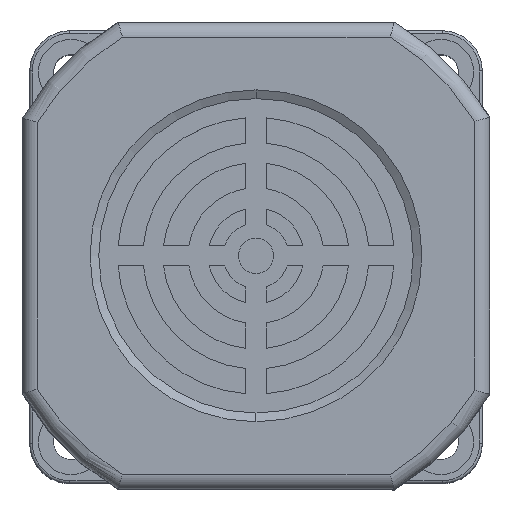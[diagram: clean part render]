
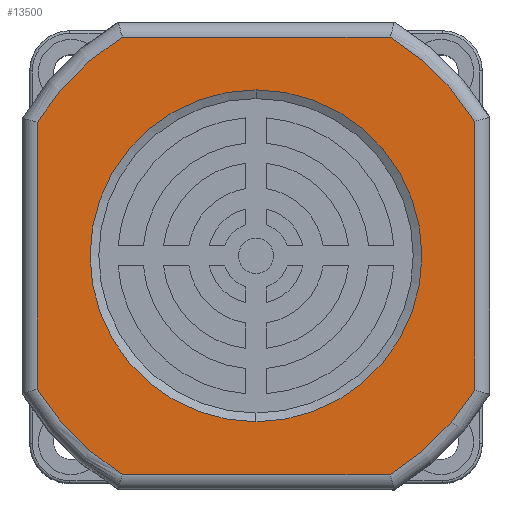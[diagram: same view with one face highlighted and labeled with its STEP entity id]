
A CAD part, top view. The second image highlights one B-rep face of the part: STEP entity #13500.
In plain terms, the highlighted face is planar.
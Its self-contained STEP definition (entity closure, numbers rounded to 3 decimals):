
#15 = CARTESIAN_POINT ( 'NONE',  ( -43.5, 0., 26.54 ) ) ;
#335 = CARTESIAN_POINT ( 'NONE',  ( 43.5, 0., 26.705 ) ) ;
#637 = ORIENTED_EDGE ( 'NONE', *, *, #14299, .T. ) ;
#1475 = FACE_BOUND ( 'NONE', #17778, .T. ) ;
#1495 = FACE_OUTER_BOUND ( 'NONE', #5819, .T. ) ;
#2141 = VERTEX_POINT ( 'NONE', #15 ) ;
#2210 = ORIENTED_EDGE ( 'NONE', *, *, #14176, .T. ) ;
#2306 = ORIENTED_EDGE ( 'NONE', *, *, #14302, .F. ) ;
#2476 = CARTESIAN_POINT ( 'NONE',  ( -26.572, 0., 43.5 ) ) ;
#3133 = DIRECTION ( 'NONE',  ( 0., 0., 1. ) ) ;
#3135 = DIRECTION ( 'NONE',  ( 0., 1., 0. ) ) ;
#3461 = CARTESIAN_POINT ( 'NONE',  ( 0.05, 0., 0. ) ) ;
#3563 = PLANE ( 'NONE',  #8482 ) ;
#4164 = AXIS2_PLACEMENT_3D ( 'NONE', #11063, #11045, #11030 ) ;
#4282 = ORIENTED_EDGE ( 'NONE', *, *, #14205, .T. ) ;
#4423 = AXIS2_PLACEMENT_3D ( 'NONE', #11382, #11366, #11362 ) ;
#4575 = VERTEX_POINT ( 'NONE', #6924 ) ;
#5816 = EDGE_CURVE ( 'NONE', #5895, #13760, #14921, .T. ) ;
#5819 = EDGE_LOOP ( 'NONE', ( #14893, #9558, #11001, #2210, #4282, #7374, #17768, #637 ) ) ;
#5895 = VERTEX_POINT ( 'NONE', #6550 ) ;
#5932 = CARTESIAN_POINT ( 'NONE',  ( 26.673, 0., -43.5 ) ) ;
#6550 = CARTESIAN_POINT ( 'NONE',  ( 0., 0., 33. ) ) ;
#6924 = CARTESIAN_POINT ( 'NONE',  ( -26.572, 0., -43.5 ) ) ;
#6965 = DIRECTION ( 'NONE',  ( 0., 0., -1. ) ) ;
#6980 = DIRECTION ( 'NONE',  ( 0., -1., 0. ) ) ;
#7009 = CARTESIAN_POINT ( 'NONE',  ( 0., 0., 0. ) ) ;
#7374 = ORIENTED_EDGE ( 'NONE', *, *, #14235, .T. ) ;
#8482 = AXIS2_PLACEMENT_3D ( 'NONE', #3461, #3135, #3133 ) ;
#8503 = CARTESIAN_POINT ( 'NONE',  ( -43.5, 0., -26.54 ) ) ;
#9558 = ORIENTED_EDGE ( 'NONE', *, *, #14139, .T. ) ;
#9636 = CARTESIAN_POINT ( 'NONE',  ( 26.673, 0., 43.5 ) ) ;
#9815 = DIRECTION ( 'NONE',  ( 0., 0., -1. ) ) ;
#9833 = DIRECTION ( 'NONE',  ( 0., -1., 0. ) ) ;
#9856 = CARTESIAN_POINT ( 'NONE',  ( 0., 0., 0. ) ) ;
#9897 = DIRECTION ( 'NONE',  ( 0., 0., 1. ) ) ;
#9918 = DIRECTION ( 'NONE',  ( 0., -1., 0. ) ) ;
#9922 = CARTESIAN_POINT ( 'NONE',  ( 0.05, 0., 0. ) ) ;
#10237 = CARTESIAN_POINT ( 'NONE',  ( 0.05, 0., 43.5 ) ) ;
#10251 = DIRECTION ( 'NONE',  ( -1., 0., 0. ) ) ;
#10543 = DIRECTION ( 'NONE',  ( 0., 0., 1. ) ) ;
#10552 = VERTEX_POINT ( 'NONE', #2476 ) ;
#10554 = DIRECTION ( 'NONE',  ( 0., -1., 0. ) ) ;
#10592 = CARTESIAN_POINT ( 'NONE',  ( 0.05, 0., 0. ) ) ;
#10944 = CARTESIAN_POINT ( 'NONE',  ( 43.5, 0., 0. ) ) ;
#10946 = DIRECTION ( 'NONE',  ( 0., 0., 1. ) ) ;
#10992 = VERTEX_POINT ( 'NONE', #335 ) ;
#11001 = ORIENTED_EDGE ( 'NONE', *, *, #14170, .T. ) ;
#11030 = DIRECTION ( 'NONE',  ( 0., 0., 1. ) ) ;
#11045 = DIRECTION ( 'NONE',  ( 0., -1., 0. ) ) ;
#11063 = CARTESIAN_POINT ( 'NONE',  ( 0.05, 0., 0. ) ) ;
#11127 = CARTESIAN_POINT ( 'NONE',  ( 0.05, 0., -43.5 ) ) ;
#11137 = DIRECTION ( 'NONE',  ( 1., 0., 0. ) ) ;
#11362 = DIRECTION ( 'NONE',  ( 0., 0., 1. ) ) ;
#11366 = DIRECTION ( 'NONE',  ( 0., -1., 0. ) ) ;
#11382 = CARTESIAN_POINT ( 'NONE',  ( 0.05, 0., 0. ) ) ;
#11480 = DIRECTION ( 'NONE',  ( 0., 0., -1. ) ) ;
#11501 = CARTESIAN_POINT ( 'NONE',  ( -43.5, 0., 0. ) ) ;
#12045 = VERTEX_POINT ( 'NONE', #16361 ) ;
#12137 = AXIS2_PLACEMENT_3D ( 'NONE', #9856, #9833, #9815 ) ;
#13500 = ADVANCED_FACE ( 'NONE', ( #1495, #1475 ), #3563, .F. ) ;
#13760 = VERTEX_POINT ( 'NONE', #16393 ) ;
#13905 = AXIS2_PLACEMENT_3D ( 'NONE', #9922, #9918, #9897 ) ;
#14133 = EDGE_CURVE ( 'NONE', #2141, #18358, #17469, .T. ) ;
#14139 = EDGE_CURVE ( 'NONE', #18358, #4575, #17501, .T. ) ;
#14170 = EDGE_CURVE ( 'NONE', #4575, #17825, #17284, .T. ) ;
#14176 = EDGE_CURVE ( 'NONE', #17825, #12045, #17526, .T. ) ;
#14205 = EDGE_CURVE ( 'NONE', #12045, #10992, #17210, .T. ) ;
#14235 = EDGE_CURVE ( 'NONE', #10992, #15289, #17088, .T. ) ;
#14277 = EDGE_CURVE ( 'NONE', #15289, #10552, #16835, .T. ) ;
#14299 = EDGE_CURVE ( 'NONE', #10552, #2141, #16972, .T. ) ;
#14302 = EDGE_CURVE ( 'NONE', #13760, #5895, #16774, .T. ) ;
#14893 = ORIENTED_EDGE ( 'NONE', *, *, #14133, .T. ) ;
#14921 = CIRCLE ( 'NONE', #16478, 33. ) ;
#15289 = VERTEX_POINT ( 'NONE', #9636 ) ;
#15370 = ORIENTED_EDGE ( 'NONE', *, *, #5816, .F. ) ;
#15911 = AXIS2_PLACEMENT_3D ( 'NONE', #10592, #10554, #10543 ) ;
#16361 = CARTESIAN_POINT ( 'NONE',  ( 43.5, 0., -26.705 ) ) ;
#16393 = CARTESIAN_POINT ( 'NONE',  ( 0., 0., -33. ) ) ;
#16478 = AXIS2_PLACEMENT_3D ( 'NONE', #7009, #6980, #6965 ) ;
#16774 = CIRCLE ( 'NONE', #12137, 33. ) ;
#16835 = LINE ( 'NONE', #10237, #16867 ) ;
#16867 = VECTOR ( 'NONE', #10251, 1000. ) ;
#16972 = CIRCLE ( 'NONE', #13905, 51. ) ;
#17088 = CIRCLE ( 'NONE', #15911, 51. ) ;
#17210 = LINE ( 'NONE', #10944, #17227 ) ;
#17227 = VECTOR ( 'NONE', #10946, 1000. ) ;
#17284 = LINE ( 'NONE', #11127, #17293 ) ;
#17293 = VECTOR ( 'NONE', #11137, 1000. ) ;
#17469 = LINE ( 'NONE', #11501, #17487 ) ;
#17487 = VECTOR ( 'NONE', #11480, 1000. ) ;
#17501 = CIRCLE ( 'NONE', #4423, 51. ) ;
#17526 = CIRCLE ( 'NONE', #4164, 51. ) ;
#17768 = ORIENTED_EDGE ( 'NONE', *, *, #14277, .T. ) ;
#17778 = EDGE_LOOP ( 'NONE', ( #2306, #15370 ) ) ;
#17825 = VERTEX_POINT ( 'NONE', #5932 ) ;
#18358 = VERTEX_POINT ( 'NONE', #8503 ) ;
